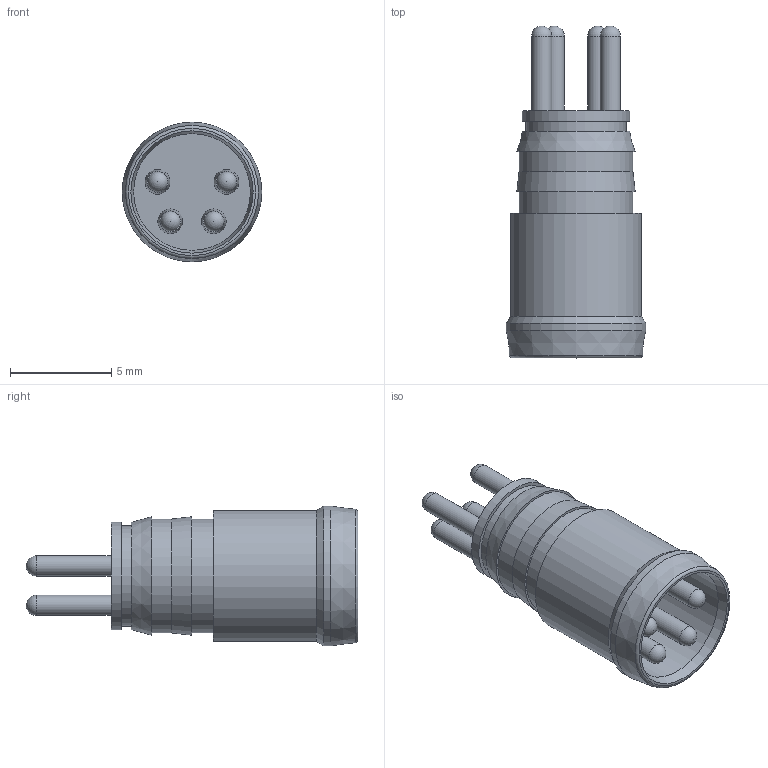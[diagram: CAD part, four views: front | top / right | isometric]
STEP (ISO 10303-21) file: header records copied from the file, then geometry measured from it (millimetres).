
FILE_DESCRIPTION(/* description */ (''),/* implementation_level */ '2;1');
FILE_NAME(/* name */ 'ESP4SP_stp.stp',/* time_stamp */ '2016-11-28T13:26:25+01:00',/* author */ (''),/* organization */ (''),/* preprocessor_version */ 'ST-DEVELOPER v16',/* originating_system */ 'SIEMENS PLM Software NX 10.0',/* authorisation */ '');
FILE_SCHEMA (('AUTOMOTIVE_DESIGN { 1 0 10303 214 3 1 1 1 }'));
Length unit declared in the file: millimetre
Products named in the file (1): ESP4SP_stp
Bounding box: 6.9 x 16.4 x 6.9 mm (x, y, z)
Volume: 259 mm3; surface area: 503.2 mm2
Topology: 1 solids, 1 shells, 45 faces, 97 edges, 64 vertices
Faces by surface type: cylinder 15, plane 12, cone 9, sphere 8, torus 1
Full cylindrical faces by diameter (mm): 1 x8, 4.95 x1, 5.3 x1, 5.625 x2, 5.775 x1, 6.475 x1, 6.9 x1
Entity records: 918 total; most frequent: DIRECTION 180, CARTESIAN_POINT 134, AXIS2_PLACEMENT_3D 90, EDGE_LOOP 88, ORIENTED_EDGE 88, FACE_BOUND 80, ADVANCED_FACE 45, VERTEX_POINT 44
